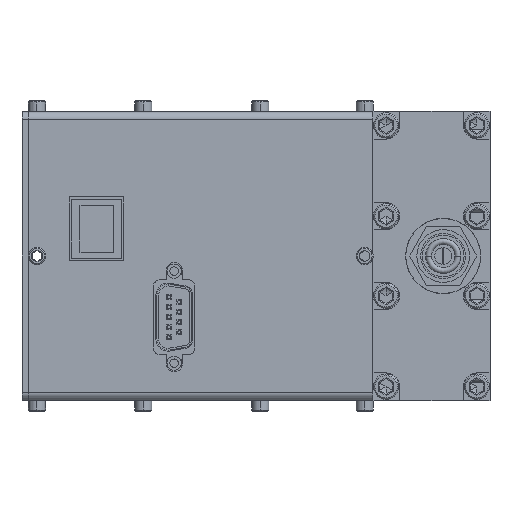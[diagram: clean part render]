
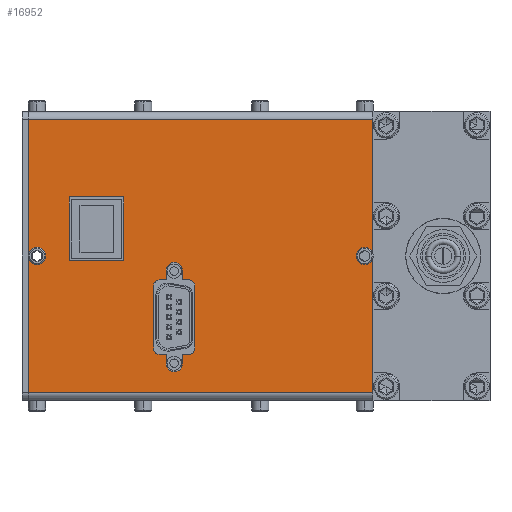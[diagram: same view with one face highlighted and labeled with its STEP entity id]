
A CAD part, left-side view. The second image highlights one B-rep face of the part: STEP entity #16952.
In plain terms, the highlighted planar face has unit normal (-1, 0, 0).
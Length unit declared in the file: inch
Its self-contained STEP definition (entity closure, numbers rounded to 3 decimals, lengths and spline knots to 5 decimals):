
#16455=DIRECTION('',(0.,0.,1.));
#16456=VECTOR('',#16455,2.91);
#16457=CARTESIAN_POINT('',(-0.38594,4.93,-0.545));
#16458=LINE('',#16457,#16456);
#16459=DIRECTION('',(0.,0.,-1.));
#16460=VECTOR('',#16459,2.91);
#16461=CARTESIAN_POINT('',(-0.38594,1.25,2.365));
#16462=LINE('',#16461,#16460);
#16463=CARTESIAN_POINT('',(-0.38594,4.84,0.91));
#16464=DIRECTION('',(-1.,0.,0.));
#16465=DIRECTION('',(0.,1.,0.));
#16466=AXIS2_PLACEMENT_3D('',#16463,#16464,#16465);
#16468=CARTESIAN_POINT('',(-0.38594,4.84,0.91));
#16469=DIRECTION('',(-1.,0.,0.));
#16470=DIRECTION('',(0.,-1.,0.));
#16471=AXIS2_PLACEMENT_3D('',#16468,#16469,#16470);
#16473=DIRECTION('',(0.,0.,-1.));
#16474=VECTOR('',#16473,0.66);
#16475=CARTESIAN_POINT('',(-0.38594,3.594,0.587));
#16476=LINE('',#16475,#16474);
#16477=CARTESIAN_POINT('',(-0.38594,3.524,-0.073));
#16478=DIRECTION('',(-1.,0.,0.));
#16479=DIRECTION('',(0.,1.,0.));
#16480=AXIS2_PLACEMENT_3D('',#16477,#16478,#16479);
#16482=DIRECTION('',(0.,-1.,0.));
#16483=VECTOR('',#16482,0.065);
#16484=CARTESIAN_POINT('',(-0.38594,3.524,-0.143));
#16485=LINE('',#16484,#16483);
#16486=DIRECTION('',(0.,0.,-1.));
#16487=VECTOR('',#16486,0.1);
#16488=CARTESIAN_POINT('',(-0.38594,3.459,-0.143));
#16489=LINE('',#16488,#16487);
#16490=CARTESIAN_POINT('',(-0.38594,3.374,-0.243));
#16491=DIRECTION('',(-1.,0.,0.));
#16492=DIRECTION('',(0.,1.,0.));
#16493=AXIS2_PLACEMENT_3D('',#16490,#16491,#16492);
#16495=DIRECTION('',(0.,0.,1.));
#16496=VECTOR('',#16495,0.1);
#16497=CARTESIAN_POINT('',(-0.38594,3.289,-0.243));
#16498=LINE('',#16497,#16496);
#16499=DIRECTION('',(0.,-1.,0.));
#16500=VECTOR('',#16499,0.065);
#16501=CARTESIAN_POINT('',(-0.38594,3.289,-0.143));
#16502=LINE('',#16501,#16500);
#16503=CARTESIAN_POINT('',(-0.38594,3.224,-0.073));
#16504=DIRECTION('',(-1.,0.,0.));
#16505=DIRECTION('',(0.,0.,-1.));
#16506=AXIS2_PLACEMENT_3D('',#16503,#16504,#16505);
#16508=DIRECTION('',(0.,0.,1.));
#16509=VECTOR('',#16508,0.66);
#16510=CARTESIAN_POINT('',(-0.38594,3.154,-0.073));
#16511=LINE('',#16510,#16509);
#16512=CARTESIAN_POINT('',(-0.38594,3.224,0.587));
#16513=DIRECTION('',(-1.,0.,0.));
#16514=DIRECTION('',(0.,-1.,0.));
#16515=AXIS2_PLACEMENT_3D('',#16512,#16513,#16514);
#16517=DIRECTION('',(0.,1.,0.));
#16518=VECTOR('',#16517,0.065);
#16519=CARTESIAN_POINT('',(-0.38594,3.224,0.657));
#16520=LINE('',#16519,#16518);
#16521=DIRECTION('',(0.,0.,1.));
#16522=VECTOR('',#16521,0.1);
#16523=CARTESIAN_POINT('',(-0.38594,3.289,0.657));
#16524=LINE('',#16523,#16522);
#16525=CARTESIAN_POINT('',(-0.38594,3.374,0.757));
#16526=DIRECTION('',(-1.,0.,0.));
#16527=DIRECTION('',(0.,-1.,0.));
#16528=AXIS2_PLACEMENT_3D('',#16525,#16526,#16527);
#16530=DIRECTION('',(0.,0.,-1.));
#16531=VECTOR('',#16530,0.1);
#16532=CARTESIAN_POINT('',(-0.38594,3.459,0.757));
#16533=LINE('',#16532,#16531);
#16534=DIRECTION('',(0.,1.,0.));
#16535=VECTOR('',#16534,0.065);
#16536=CARTESIAN_POINT('',(-0.38594,3.459,0.657));
#16537=LINE('',#16536,#16535);
#16538=CARTESIAN_POINT('',(-0.38594,3.524,0.587));
#16539=DIRECTION('',(-1.,0.,0.));
#16540=DIRECTION('',(0.,0.,1.));
#16541=AXIS2_PLACEMENT_3D('',#16538,#16539,#16540);
#16543=DIRECTION('',(0.,1.,0.));
#16544=VECTOR('',#16543,0.58);
#16545=CARTESIAN_POINT('',(-0.38594,3.915,1.541));
#16546=LINE('',#16545,#16544);
#16547=DIRECTION('',(0.,0.,-1.));
#16548=VECTOR('',#16547,0.68);
#16549=CARTESIAN_POINT('',(-0.38594,4.495,1.541));
#16550=LINE('',#16549,#16548);
#16551=DIRECTION('',(0.,-1.,0.));
#16552=VECTOR('',#16551,0.58);
#16553=CARTESIAN_POINT('',(-0.38594,4.495,0.861));
#16554=LINE('',#16553,#16552);
#16555=DIRECTION('',(0.,0.,1.));
#16556=VECTOR('',#16555,0.68);
#16557=CARTESIAN_POINT('',(-0.38594,3.915,0.861));
#16558=LINE('',#16557,#16556);
#16559=CARTESIAN_POINT('',(-0.38594,1.34,0.91));
#16560=DIRECTION('',(-1.,0.,0.));
#16561=DIRECTION('',(0.,1.,0.));
#16562=AXIS2_PLACEMENT_3D('',#16559,#16560,#16561);
#16564=CARTESIAN_POINT('',(-0.38594,1.34,0.91));
#16565=DIRECTION('',(-1.,0.,0.));
#16566=DIRECTION('',(0.,-1.,0.));
#16567=AXIS2_PLACEMENT_3D('',#16564,#16565,#16566);
#16578=DIRECTION('',(0.,-1.,0.));
#16579=VECTOR('',#16578,3.68);
#16580=CARTESIAN_POINT('',(-0.38594,4.93,-0.545));
#16581=LINE('',#16580,#16579);
#16665=DIRECTION('',(0.,-1.,0.));
#16666=VECTOR('',#16665,3.68);
#16667=CARTESIAN_POINT('',(-0.38594,4.93,2.365));
#16668=LINE('',#16667,#16666);
#16765=CARTESIAN_POINT('',(-0.38594,4.93,-0.545));
#16766=VERTEX_POINT('',#16765);
#16767=CARTESIAN_POINT('',(-0.38594,1.25,-0.545));
#16768=VERTEX_POINT('',#16767);
#16769=CARTESIAN_POINT('',(-0.38594,4.93,2.365));
#16770=CARTESIAN_POINT('',(-0.38594,1.25,2.365));
#16771=VERTEX_POINT('',#16769);
#16772=VERTEX_POINT('',#16770);
#16777=CARTESIAN_POINT('',(-0.38594,4.7775,0.91));
#16778=CARTESIAN_POINT('',(-0.38594,4.9025,0.91));
#16779=VERTEX_POINT('',#16777);
#16780=VERTEX_POINT('',#16778);
#16781=CARTESIAN_POINT('',(-0.38594,3.459,-0.143));
#16782=CARTESIAN_POINT('',(-0.38594,3.459,-0.243));
#16783=VERTEX_POINT('',#16781);
#16784=VERTEX_POINT('',#16782);
#16785=CARTESIAN_POINT('',(-0.38594,3.289,-0.243));
#16786=VERTEX_POINT('',#16785);
#16787=CARTESIAN_POINT('',(-0.38594,3.289,-0.143));
#16788=VERTEX_POINT('',#16787);
#16789=CARTESIAN_POINT('',(-0.38594,3.289,0.657));
#16790=CARTESIAN_POINT('',(-0.38594,3.289,0.757));
#16791=VERTEX_POINT('',#16789);
#16792=VERTEX_POINT('',#16790);
#16793=CARTESIAN_POINT('',(-0.38594,3.459,0.757));
#16794=VERTEX_POINT('',#16793);
#16795=CARTESIAN_POINT('',(-0.38594,3.459,0.657));
#16796=VERTEX_POINT('',#16795);
#16797=CARTESIAN_POINT('',(-0.38594,3.524,-0.143));
#16798=VERTEX_POINT('',#16797);
#16799=CARTESIAN_POINT('',(-0.38594,3.154,-0.073));
#16800=CARTESIAN_POINT('',(-0.38594,3.154,0.587));
#16801=VERTEX_POINT('',#16799);
#16802=VERTEX_POINT('',#16800);
#16803=CARTESIAN_POINT('',(-0.38594,3.594,0.587));
#16804=CARTESIAN_POINT('',(-0.38594,3.594,-0.073));
#16805=VERTEX_POINT('',#16803);
#16806=VERTEX_POINT('',#16804);
#16807=CARTESIAN_POINT('',(-0.38594,3.224,-0.143));
#16808=VERTEX_POINT('',#16807);
#16809=CARTESIAN_POINT('',(-0.38594,3.224,0.657));
#16810=VERTEX_POINT('',#16809);
#16811=CARTESIAN_POINT('',(-0.38594,3.524,0.657));
#16812=VERTEX_POINT('',#16811);
#16813=CARTESIAN_POINT('',(-0.38594,3.915,1.541));
#16814=CARTESIAN_POINT('',(-0.38594,4.495,1.541));
#16815=VERTEX_POINT('',#16813);
#16816=VERTEX_POINT('',#16814);
#16817=CARTESIAN_POINT('',(-0.38594,4.495,0.861));
#16818=VERTEX_POINT('',#16817);
#16819=CARTESIAN_POINT('',(-0.38594,3.915,0.861));
#16820=VERTEX_POINT('',#16819);
#16821=CARTESIAN_POINT('',(-0.38594,1.2775,0.91));
#16822=CARTESIAN_POINT('',(-0.38594,1.4025,0.91));
#16823=VERTEX_POINT('',#16821);
#16824=VERTEX_POINT('',#16822);
#16881=CARTESIAN_POINT('',(-0.38594,1.25,-0.635));
#16882=DIRECTION('',(-1.,0.,0.));
#16883=DIRECTION('',(0.,0.,1.));
#16884=AXIS2_PLACEMENT_3D('',#16881,#16882,#16883);
#16885=PLANE('',#16884);
#16887=ORIENTED_EDGE('',*,*,#16886,.F.);
#16889=ORIENTED_EDGE('',*,*,#16888,.T.);
#16891=ORIENTED_EDGE('',*,*,#16890,.T.);
#16893=ORIENTED_EDGE('',*,*,#16892,.T.);
#16894=EDGE_LOOP('',(#16887,#16889,#16891,#16893));
#16895=FACE_OUTER_BOUND('',#16894,.F.);
#16897=ORIENTED_EDGE('',*,*,#16896,.T.);
#16899=ORIENTED_EDGE('',*,*,#16898,.T.);
#16900=EDGE_LOOP('',(#16897,#16899));
#16901=FACE_BOUND('',#16900,.F.);
#16903=ORIENTED_EDGE('',*,*,#16902,.T.);
#16905=ORIENTED_EDGE('',*,*,#16904,.T.);
#16907=ORIENTED_EDGE('',*,*,#16906,.T.);
#16909=ORIENTED_EDGE('',*,*,#16908,.T.);
#16911=ORIENTED_EDGE('',*,*,#16910,.T.);
#16913=ORIENTED_EDGE('',*,*,#16912,.T.);
#16915=ORIENTED_EDGE('',*,*,#16914,.T.);
#16917=ORIENTED_EDGE('',*,*,#16916,.T.);
#16919=ORIENTED_EDGE('',*,*,#16918,.T.);
#16921=ORIENTED_EDGE('',*,*,#16920,.T.);
#16923=ORIENTED_EDGE('',*,*,#16922,.T.);
#16925=ORIENTED_EDGE('',*,*,#16924,.T.);
#16927=ORIENTED_EDGE('',*,*,#16926,.T.);
#16929=ORIENTED_EDGE('',*,*,#16928,.T.);
#16931=ORIENTED_EDGE('',*,*,#16930,.T.);
#16933=ORIENTED_EDGE('',*,*,#16932,.T.);
#16934=EDGE_LOOP('',(#16903,#16905,#16907,#16909,#16911,#16913,#16915,#16917,
#16919,#16921,#16923,#16925,#16927,#16929,#16931,#16933));
#16935=FACE_BOUND('',#16934,.F.);
#16937=ORIENTED_EDGE('',*,*,#16936,.T.);
#16939=ORIENTED_EDGE('',*,*,#16938,.T.);
#16941=ORIENTED_EDGE('',*,*,#16940,.T.);
#16943=ORIENTED_EDGE('',*,*,#16942,.T.);
#16944=EDGE_LOOP('',(#16937,#16939,#16941,#16943));
#16945=FACE_BOUND('',#16944,.F.);
#16947=ORIENTED_EDGE('',*,*,#16946,.T.);
#16949=ORIENTED_EDGE('',*,*,#16948,.T.);
#16950=EDGE_LOOP('',(#16947,#16949));
#16951=FACE_BOUND('',#16950,.F.);
#16952=ADVANCED_FACE('',(#16895,#16901,#16935,#16945,#16951),#16885,.T.);
#16467=CIRCLE('',#16466,0.0625);
#16472=CIRCLE('',#16471,0.0625);
#16481=CIRCLE('',#16480,0.07);
#16494=CIRCLE('',#16493,0.085);
#16507=CIRCLE('',#16506,0.07);
#16516=CIRCLE('',#16515,0.07);
#16529=CIRCLE('',#16528,0.085);
#16542=CIRCLE('',#16541,0.07);
#16563=CIRCLE('',#16562,0.0625);
#16568=CIRCLE('',#16567,0.0625);
#16886=EDGE_CURVE('',#16766,#16768,#16581,.T.);
#16888=EDGE_CURVE('',#16766,#16771,#16458,.T.);
#16890=EDGE_CURVE('',#16771,#16772,#16668,.T.);
#16892=EDGE_CURVE('',#16772,#16768,#16462,.T.);
#16896=EDGE_CURVE('',#16780,#16779,#16467,.T.);
#16898=EDGE_CURVE('',#16779,#16780,#16472,.T.);
#16902=EDGE_CURVE('',#16805,#16806,#16476,.T.);
#16904=EDGE_CURVE('',#16806,#16798,#16481,.T.);
#16906=EDGE_CURVE('',#16798,#16783,#16485,.T.);
#16908=EDGE_CURVE('',#16783,#16784,#16489,.T.);
#16910=EDGE_CURVE('',#16784,#16786,#16494,.T.);
#16912=EDGE_CURVE('',#16786,#16788,#16498,.T.);
#16914=EDGE_CURVE('',#16788,#16808,#16502,.T.);
#16916=EDGE_CURVE('',#16808,#16801,#16507,.T.);
#16918=EDGE_CURVE('',#16801,#16802,#16511,.T.);
#16920=EDGE_CURVE('',#16802,#16810,#16516,.T.);
#16922=EDGE_CURVE('',#16810,#16791,#16520,.T.);
#16924=EDGE_CURVE('',#16791,#16792,#16524,.T.);
#16926=EDGE_CURVE('',#16792,#16794,#16529,.T.);
#16928=EDGE_CURVE('',#16794,#16796,#16533,.T.);
#16930=EDGE_CURVE('',#16796,#16812,#16537,.T.);
#16932=EDGE_CURVE('',#16812,#16805,#16542,.T.);
#16936=EDGE_CURVE('',#16815,#16816,#16546,.T.);
#16938=EDGE_CURVE('',#16816,#16818,#16550,.T.);
#16940=EDGE_CURVE('',#16818,#16820,#16554,.T.);
#16942=EDGE_CURVE('',#16820,#16815,#16558,.T.);
#16946=EDGE_CURVE('',#16824,#16823,#16563,.T.);
#16948=EDGE_CURVE('',#16823,#16824,#16568,.T.);
